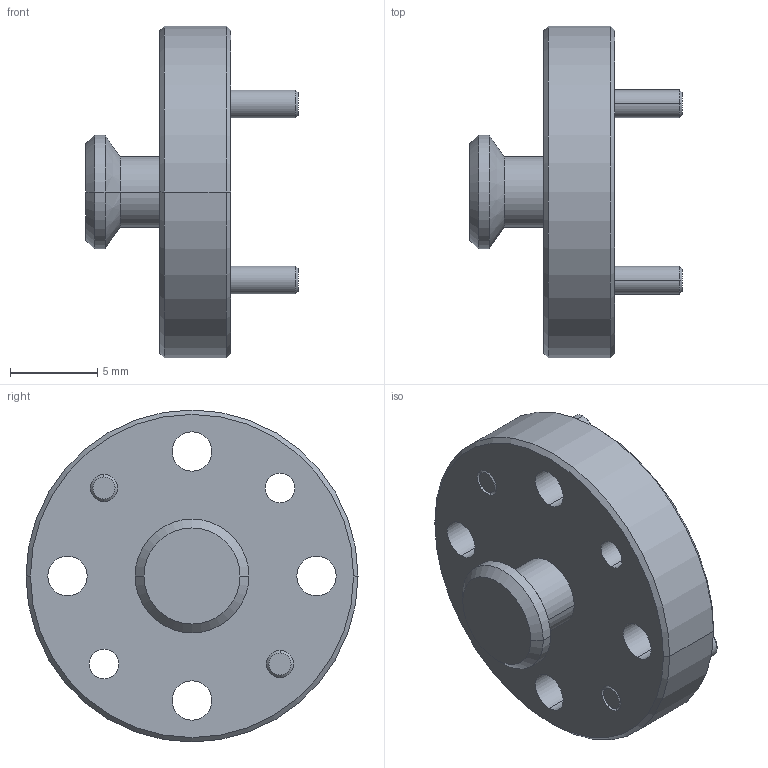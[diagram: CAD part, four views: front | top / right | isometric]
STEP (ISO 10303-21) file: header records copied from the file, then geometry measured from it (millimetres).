
FILE_DESCRIPTION (( 'STEP AP203' ), '1' );
FILE_NAME ('SAF-1141741340-075-S1, DEFEATURED.STEP', '2021-07-28T18:30:39', ( '' ), ( '' ), 'SwSTEP 2.0', 'SolidWorks 2021', '' );
FILE_SCHEMA (( 'CONFIG_CONTROL_DESIGN' ));
Length unit declared in the file: millimetre
Products named in the file (1): SAF-1141741340-075-S1, DEFEATURED
Bounding box: 12.19 x 19.05 x 19.05 mm (x, y, z)
Volume: 1074 mm3; surface area: 1155 mm2
Topology: 3 solids, 3 shells, 80 faces, 184 edges, 114 vertices
Faces by surface type: cylinder 42, cone 24, plane 14
Entity records: 2399 total; most frequent: DIRECTION 460, CARTESIAN_POINT 379, ORIENTED_EDGE 368, AXIS2_PLACEMENT_3D 195, EDGE_CURVE 184, CIRCLE 114, VERTEX_POINT 114, EDGE_LOOP 100
